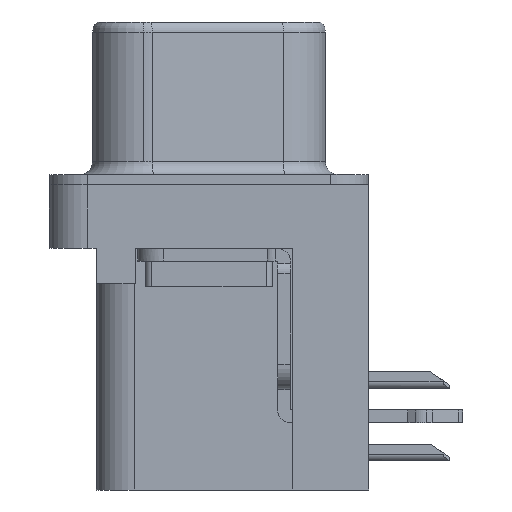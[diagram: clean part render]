
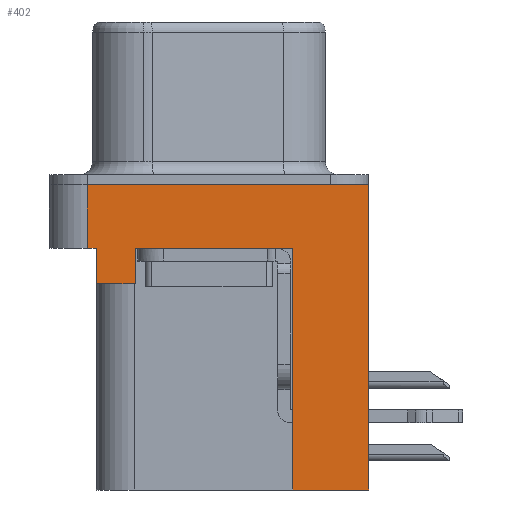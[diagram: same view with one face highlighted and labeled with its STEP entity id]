
A CAD part, left-side view. The second image highlights one B-rep face of the part: STEP entity #402.
In plain terms, the highlighted planar face has unit normal (-1, 0, 0).
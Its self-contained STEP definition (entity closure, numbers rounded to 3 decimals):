
#102 = LINE ( 'NONE', #8471, #6355 ) ;
#123 = LINE ( 'NONE', #488, #13832 ) ;
#304 = VECTOR ( 'NONE', #2096, 1000. ) ;
#402 = ADVANCED_FACE ( 'NONE', ( #14003 ), #6801, .T. ) ;
#488 = CARTESIAN_POINT ( 'NONE',  ( -2.91, 4.425, -3.9 ) ) ;
#513 = CARTESIAN_POINT ( 'NONE',  ( -2.91, -3.295, -2.5 ) ) ;
#1400 = DIRECTION ( 'NONE',  ( 0., -1., 0. ) ) ;
#1408 = ORIENTED_EDGE ( 'NONE', *, *, #7549, .T. ) ;
#1729 = ORIENTED_EDGE ( 'NONE', *, *, #9553, .F. ) ;
#1760 = LINE ( 'NONE', #2032, #5331 ) ;
#1824 = VERTEX_POINT ( 'NONE', #16247 ) ;
#1935 = CARTESIAN_POINT ( 'NONE',  ( -2.91, 4.425, -3.9 ) ) ;
#2032 = CARTESIAN_POINT ( 'NONE',  ( -2.91, 2.895, -3.9 ) ) ;
#2096 = DIRECTION ( 'NONE',  ( 0., 0., 1. ) ) ;
#2153 = ORIENTED_EDGE ( 'NONE', *, *, #9477, .F. ) ;
#2324 = ORIENTED_EDGE ( 'NONE', *, *, #9249, .F. ) ;
#2401 = AXIS2_PLACEMENT_3D ( 'NONE', #16902, #9474, #5418 ) ;
#2443 = VERTEX_POINT ( 'NONE', #9267 ) ;
#2898 = VERTEX_POINT ( 'NONE', #6341 ) ;
#3026 = VERTEX_POINT ( 'NONE', #6473 ) ;
#3458 = ORIENTED_EDGE ( 'NONE', *, *, #8723, .T. ) ;
#3464 = CARTESIAN_POINT ( 'NONE',  ( -2.91, -3.295, -12. ) ) ;
#3484 = CARTESIAN_POINT ( 'NONE',  ( -2.91, -6.275, -2.5 ) ) ;
#3630 = CARTESIAN_POINT ( 'NONE',  ( -2.91, -6.275, -2.5 ) ) ;
#3655 = ORIENTED_EDGE ( 'NONE', *, *, #9369, .F. ) ;
#3717 = VERTEX_POINT ( 'NONE', #13457 ) ;
#4230 = DIRECTION ( 'NONE',  ( 0., -1., 0. ) ) ;
#5087 = LINE ( 'NONE', #1935, #12234 ) ;
#5331 = VECTOR ( 'NONE', #11479, 1000. ) ;
#5418 = DIRECTION ( 'NONE',  ( 0., 0., 1. ) ) ;
#6111 = DIRECTION ( 'NONE',  ( 0., -1., 0. ) ) ;
#6341 = CARTESIAN_POINT ( 'NONE',  ( -2.91, -6.275, -12. ) ) ;
#6355 = VECTOR ( 'NONE', #16176, 1000. ) ;
#6473 = CARTESIAN_POINT ( 'NONE',  ( -2.91, 4.775, -2.5 ) ) ;
#6574 = VECTOR ( 'NONE', #12973, 1000. ) ;
#6801 = PLANE ( 'NONE',  #2401 ) ;
#7231 = VECTOR ( 'NONE', #4230, 1000. ) ;
#7443 = LINE ( 'NONE', #3464, #304 ) ;
#7491 = CARTESIAN_POINT ( 'NONE',  ( -2.91, 4.425, -3.9 ) ) ;
#7549 = EDGE_CURVE ( 'NONE', #10413, #14233, #14091, .T. ) ;
#7811 = ORIENTED_EDGE ( 'NONE', *, *, #9583, .T. ) ;
#8006 = EDGE_CURVE ( 'NONE', #13222, #10413, #1760, .T. ) ;
#8158 = CARTESIAN_POINT ( 'NONE',  ( -2.91, -6.275, -2.5 ) ) ;
#8471 = CARTESIAN_POINT ( 'NONE',  ( -2.91, 4.775, -2.5 ) ) ;
#8591 = EDGE_CURVE ( 'NONE', #13222, #11630, #123, .T. ) ;
#8723 = EDGE_CURVE ( 'NONE', #3026, #2443, #9165, .T. ) ;
#9155 = EDGE_CURVE ( 'NONE', #12345, #3717, #10832, .T. ) ;
#9165 = LINE ( 'NONE', #3484, #12253 ) ;
#9249 = EDGE_CURVE ( 'NONE', #3026, #12345, #102, .T. ) ;
#9267 = CARTESIAN_POINT ( 'NONE',  ( -2.91, 4.425, -2.5 ) ) ;
#9369 = EDGE_CURVE ( 'NONE', #11630, #2443, #5087, .T. ) ;
#9474 = DIRECTION ( 'NONE',  ( -1., 0., 0. ) ) ;
#9477 = EDGE_CURVE ( 'NONE', #1824, #14233, #7443, .T. ) ;
#9553 = EDGE_CURVE ( 'NONE', #2898, #1824, #16935, .T. ) ;
#9583 = EDGE_CURVE ( 'NONE', #2898, #3717, #13238, .T. ) ;
#9856 = CARTESIAN_POINT ( 'NONE',  ( -2.91, 2.895, -2.5 ) ) ;
#10413 = VERTEX_POINT ( 'NONE', #9856 ) ;
#10443 = DIRECTION ( 'NONE',  ( 0., 0., 1. ) ) ;
#10832 = LINE ( 'NONE', #13564, #7231 ) ;
#11372 = DIRECTION ( 'NONE',  ( 0., 0., 1. ) ) ;
#11479 = DIRECTION ( 'NONE',  ( 0., 0., 1. ) ) ;
#11630 = VERTEX_POINT ( 'NONE', #7491 ) ;
#11694 = CARTESIAN_POINT ( 'NONE',  ( -2.91, 4.775, 0. ) ) ;
#11703 = ORIENTED_EDGE ( 'NONE', *, *, #8591, .F. ) ;
#11846 = CARTESIAN_POINT ( 'NONE',  ( -2.91, 2.895, -3.9 ) ) ;
#12234 = VECTOR ( 'NONE', #11372, 1000. ) ;
#12253 = VECTOR ( 'NONE', #6111, 1000. ) ;
#12345 = VERTEX_POINT ( 'NONE', #11694 ) ;
#12973 = DIRECTION ( 'NONE',  ( 0., 1., 0. ) ) ;
#13222 = VERTEX_POINT ( 'NONE', #11846 ) ;
#13238 = LINE ( 'NONE', #3630, #16149 ) ;
#13299 = VECTOR ( 'NONE', #1400, 1000. ) ;
#13364 = EDGE_LOOP ( 'NONE', ( #15595, #2324, #3458, #3655, #11703, #14866, #1408, #2153, #1729, #7811 ) ) ;
#13457 = CARTESIAN_POINT ( 'NONE',  ( -2.91, -6.275, 0. ) ) ;
#13564 = CARTESIAN_POINT ( 'NONE',  ( -2.91, -6.275, 0. ) ) ;
#13832 = VECTOR ( 'NONE', #16356, 1000. ) ;
#14003 = FACE_OUTER_BOUND ( 'NONE', #13364, .T. ) ;
#14091 = LINE ( 'NONE', #8158, #13299 ) ;
#14233 = VERTEX_POINT ( 'NONE', #513 ) ;
#14866 = ORIENTED_EDGE ( 'NONE', *, *, #8006, .T. ) ;
#15595 = ORIENTED_EDGE ( 'NONE', *, *, #9155, .F. ) ;
#16149 = VECTOR ( 'NONE', #10443, 1000. ) ;
#16176 = DIRECTION ( 'NONE',  ( 0., 0., 1. ) ) ;
#16247 = CARTESIAN_POINT ( 'NONE',  ( -2.91, -3.295, -12. ) ) ;
#16356 = DIRECTION ( 'NONE',  ( 0., 1., 0. ) ) ;
#16606 = CARTESIAN_POINT ( 'NONE',  ( -2.91, -3.295, -12. ) ) ;
#16902 = CARTESIAN_POINT ( 'NONE',  ( -2.91, -6.275, -2.5 ) ) ;
#16935 = LINE ( 'NONE', #16606, #6574 ) ;
